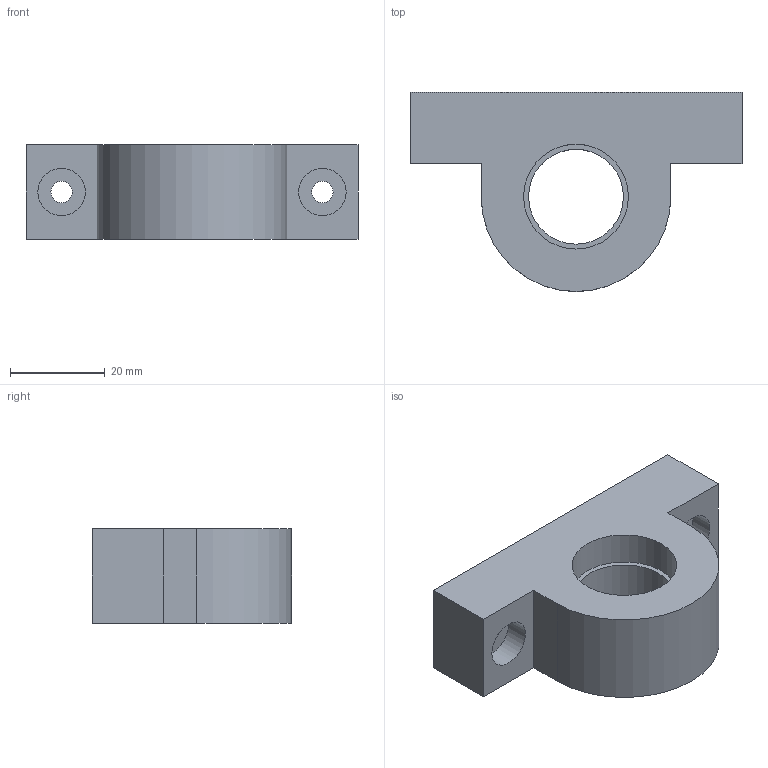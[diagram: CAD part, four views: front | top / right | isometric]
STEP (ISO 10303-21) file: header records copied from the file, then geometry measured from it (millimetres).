
FILE_DESCRIPTION(('FreeCAD Model'),'2;1');
FILE_NAME('Z-leadscrew-bearing-block.step' ,'2014-04-20T10:57:41',('FreeCAD'),('FreeCAD'), 'Open CASCADE STEP processor 6.3','FreeCAD','Unknown');
FILE_SCHEMA(('AUTOMOTIVE_DESIGN_CC2 { 1 2 10303 214 -1 1 5 4 }'));
Length unit declared in the file: millimetre
Products named in the file (1): Open CASCADE STEP translator 6.3 23
Bounding box: 70 x 42 x 20 mm (x, y, z)
Volume: 31293.6 mm3; surface area: 9261.1 mm2
Topology: 1 solids, 1 shells, 19 faces, 47 edges, 33 vertices
Faces by surface type: plane 12, cylinder 7
Full cylindrical faces by diameter (mm): 4.5 x2, 10 x2, 20 x1, 22.1 x1
Entity records: 1258 total; most frequent: CARTESIAN_POINT 284, DIRECTION 185, LINE 103, VECTOR 103, ORIENTED_EDGE 94, PCURVE 94, DEFINITIONAL_REPRESENTATION 94, EDGE_CURVE 47
